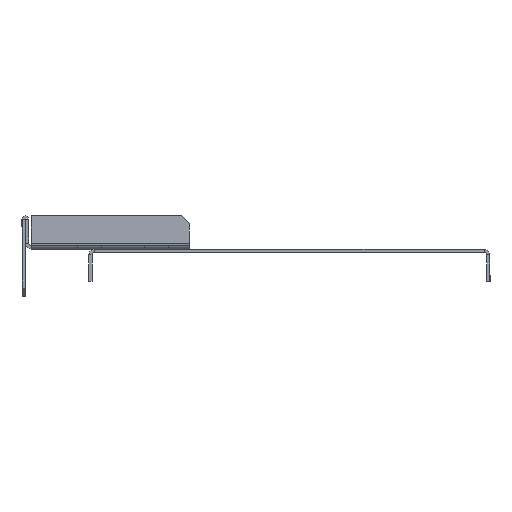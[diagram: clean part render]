
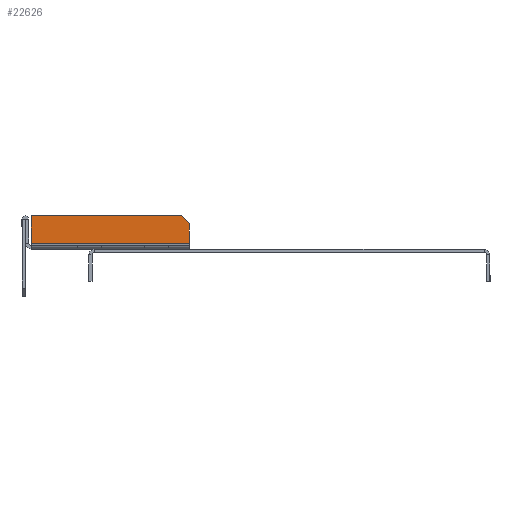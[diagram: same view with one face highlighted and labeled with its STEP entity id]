
A CAD part, left-side view. The second image highlights one B-rep face of the part: STEP entity #22626.
In plain terms, the highlighted face is planar.
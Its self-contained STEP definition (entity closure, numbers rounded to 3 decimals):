
#4316 = LINE ( 'NONE', #19746, #34370 ) ;
#5886 = VECTOR ( 'NONE', #24216, 1000. ) ;
#6423 = CARTESIAN_POINT ( 'NONE',  ( -3., 0., -62.6 ) ) ;
#7159 = VERTEX_POINT ( 'NONE', #14103 ) ;
#8030 = CARTESIAN_POINT ( 'NONE',  ( 0., 0., -3.5 ) ) ;
#8270 = ORIENTED_EDGE ( 'NONE', *, *, #40774, .F. ) ;
#8566 = EDGE_CURVE ( 'NONE', #41929, #18270, #41085, .T. ) ;
#9198 = AXIS2_PLACEMENT_3D ( 'NONE', #46267, #49574, #27044 ) ;
#10675 = CARTESIAN_POINT ( 'NONE',  ( 0., 0., -59.6 ) ) ;
#11945 = CARTESIAN_POINT ( 'NONE',  ( 0., 0., -3.5 ) ) ;
#13537 = DIRECTION ( 'NONE',  ( 0., 0., 1. ) ) ;
#14103 = CARTESIAN_POINT ( 'NONE',  ( -10.2, 0., -3.5 ) ) ;
#14172 = VECTOR ( 'NONE', #23224, 1000. ) ;
#15961 = VERTEX_POINT ( 'NONE', #26324 ) ;
#18270 = VERTEX_POINT ( 'NONE', #11945 ) ;
#19149 = LINE ( 'NONE', #8030, #14172 ) ;
#19746 = CARTESIAN_POINT ( 'NONE',  ( 0., 0., -62.6 ) ) ;
#22626 = ADVANCED_FACE ( 'NONE', ( #35130 ), #50073, .F. ) ;
#23224 = DIRECTION ( 'NONE',  ( -1., 0., 0. ) ) ;
#24216 = DIRECTION ( 'NONE',  ( 0., 0., 1. ) ) ;
#24251 = EDGE_CURVE ( 'NONE', #18270, #7159, #19149, .T. ) ;
#24457 = CARTESIAN_POINT ( 'NONE',  ( -10.2, 0., -3.5 ) ) ;
#26161 = VERTEX_POINT ( 'NONE', #6423 ) ;
#26324 = CARTESIAN_POINT ( 'NONE',  ( -10.2, 0., -62.6 ) ) ;
#27044 = DIRECTION ( 'NONE',  ( -1., 0., 0. ) ) ;
#30100 = CARTESIAN_POINT ( 'NONE',  ( 0., 0., -59.6 ) ) ;
#33825 = EDGE_CURVE ( 'NONE', #15961, #26161, #4316, .T. ) ;
#34370 = VECTOR ( 'NONE', #35172, 1000. ) ;
#35130 = FACE_OUTER_BOUND ( 'NONE', #41090, .T. ) ;
#35172 = DIRECTION ( 'NONE',  ( 1., 0., 0. ) ) ;
#40377 = LINE ( 'NONE', #24457, #5886 ) ;
#40774 = EDGE_CURVE ( 'NONE', #15961, #7159, #40377, .T. ) ;
#41085 = LINE ( 'NONE', #47945, #41327 ) ;
#41090 = EDGE_LOOP ( 'NONE', ( #49050, #43358, #44852, #49432, #8270 ) ) ;
#41327 = VECTOR ( 'NONE', #13537, 1000. ) ;
#41502 = DIRECTION ( 'NONE',  ( 0.707, 0., 0.707 ) ) ;
#41929 = VERTEX_POINT ( 'NONE', #30100 ) ;
#43358 = ORIENTED_EDGE ( 'NONE', *, *, #47238, .T. ) ;
#44852 = ORIENTED_EDGE ( 'NONE', *, *, #8566, .T. ) ;
#45308 = LINE ( 'NONE', #10675, #47535 ) ;
#46267 = CARTESIAN_POINT ( 'NONE',  ( 0., 0., 0. ) ) ;
#47238 = EDGE_CURVE ( 'NONE', #26161, #41929, #45308, .T. ) ;
#47535 = VECTOR ( 'NONE', #41502, 1000. ) ;
#47945 = CARTESIAN_POINT ( 'NONE',  ( 0., 0., 0. ) ) ;
#49050 = ORIENTED_EDGE ( 'NONE', *, *, #33825, .T. ) ;
#49432 = ORIENTED_EDGE ( 'NONE', *, *, #24251, .T. ) ;
#49574 = DIRECTION ( 'NONE',  ( 0., 1., 0. ) ) ;
#50073 = PLANE ( 'NONE',  #9198 ) ;
